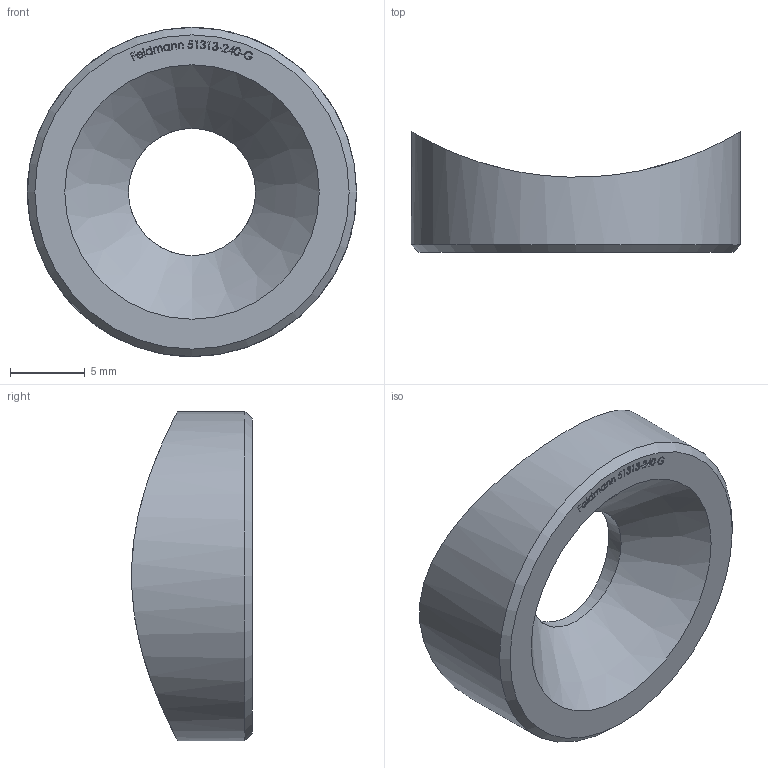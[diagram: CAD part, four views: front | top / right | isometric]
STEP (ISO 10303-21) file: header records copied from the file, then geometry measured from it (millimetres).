
FILE_DESCRIPTION (( 'STEP AP203' ), '1' );
FILE_NAME ('51313-240-G.step', '2023-11-21T14:17:40', ( '' ), ( '' ), 'SwSTEP 2.0', 'SolidWorks 2018', '' );
FILE_SCHEMA (( 'CONFIG_CONTROL_DESIGN' ));
Length unit declared in the file: millimetre
Products named in the file (1): 51313-240-G
Bounding box: 22 x 8.08 x 22 mm (x, y, z)
Volume: 1562.1 mm3; surface area: 1190.5 mm2
Topology: 1 solids, 1 shells, 247 faces, 662 edges, 441 vertices
Faces by surface type: plane 134, bspline 108, cylinder 3, cone 2
Full cylindrical faces by diameter (mm): 8.5 x1, 22 x1
Entity records: 13690 total; most frequent: CARTESIAN_POINT 8191, ORIENTED_EDGE 1314, DIRECTION 723, EDGE_CURVE 657, VERTEX_POINT 440, VECTOR 435, LINE 435, EDGE_LOOP 277
